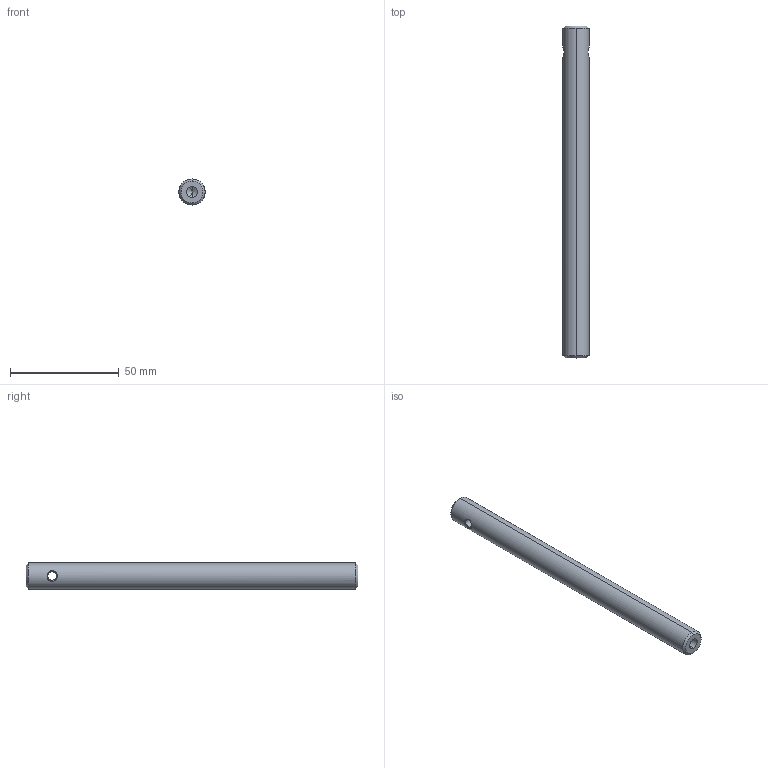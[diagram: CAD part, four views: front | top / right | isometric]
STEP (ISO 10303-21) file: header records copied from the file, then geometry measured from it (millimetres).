
FILE_DESCRIPTION (( 'STEP AP203' ), '1' );
FILE_NAME ('03MPS-6M-A.STEP', '2016-02-15T08:36:16', ( '' ), ( '' ), 'SwSTEP 2.0', 'SolidWorks 2016', '' );
FILE_SCHEMA (( 'CONFIG_CONTROL_DESIGN' ));
Length unit declared in the file: millimetre
Products named in the file (1): 03MPS-6M-A
Bounding box: 12 x 152.4 x 12 mm (x, y, z)
Volume: 16762 mm3; surface area: 6289.1 mm2
Topology: 1 solids, 1 shells, 22 faces, 48 edges, 26 vertices
Faces by surface type: cylinder 8, cone 8, bspline 4, plane 2
Entity records: 1013 total; most frequent: CARTESIAN_POINT 497, ORIENTED_EDGE 88, DIRECTION 86, EDGE_CURVE 44, AXIS2_PLACEMENT_3D 35, EDGE_LOOP 26, VERTEX_POINT 26, FACE_OUTER_BOUND 22
